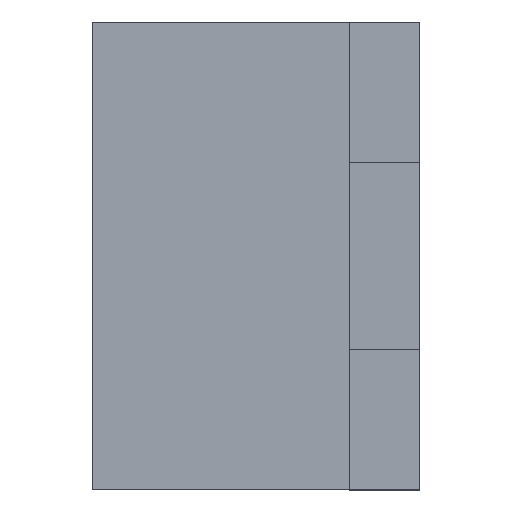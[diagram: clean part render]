
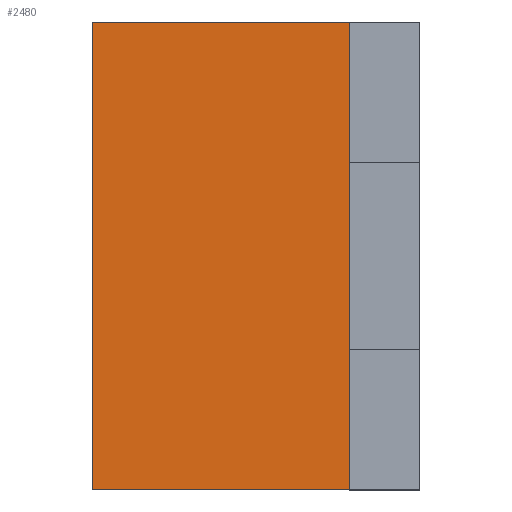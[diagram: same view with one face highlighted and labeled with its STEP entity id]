
A CAD part, left-side view. The second image highlights one B-rep face of the part: STEP entity #2480.
In plain terms, the highlighted planar face has unit normal (-1, 0, 0).
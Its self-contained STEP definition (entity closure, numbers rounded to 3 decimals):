
#178=FACE_OUTER_BOUND('',#313,.T.);
#313=EDGE_LOOP('',(#2082,#2083,#2084,#2085));
#369=LINE('',#3329,#689);
#376=LINE('',#3340,#696);
#383=LINE('',#3354,#703);
#655=LINE('',#3919,#975);
#689=VECTOR('',#2716,10.);
#696=VECTOR('',#2725,10.);
#703=VECTOR('',#2740,10.);
#975=VECTOR('',#3238,10.);
#1008=VERTEX_POINT('',#3326);
#1009=VERTEX_POINT('',#3328);
#1012=VERTEX_POINT('',#3338);
#1015=VERTEX_POINT('',#3352);
#1237=EDGE_CURVE('',#1008,#1009,#369,.T.);
#1244=EDGE_CURVE('',#1008,#1012,#376,.T.);
#1251=EDGE_CURVE('',#1012,#1015,#383,.T.);
#1523=EDGE_CURVE('',#1009,#1015,#655,.T.);
#2082=ORIENTED_EDGE('',*,*,#1244,.T.);
#2083=ORIENTED_EDGE('',*,*,#1251,.T.);
#2084=ORIENTED_EDGE('',*,*,#1523,.F.);
#2085=ORIENTED_EDGE('',*,*,#1237,.F.);
#2307=PLANE('',#2639);
#2480=ADVANCED_FACE('',(#178),#2307,.T.);
#2639=AXIS2_PLACEMENT_3D('',#3918,#3236,#3237);
#2716=DIRECTION('',(0.,1.,0.));
#2725=DIRECTION('',(0.,0.,1.));
#2740=DIRECTION('',(0.,1.,0.));
#3236=DIRECTION('center_axis',(-1.,0.,0.));
#3237=DIRECTION('ref_axis',(0.,0.,1.));
#3238=DIRECTION('',(0.,0.,1.));
#3326=CARTESIAN_POINT('',(-11.3,0.5,-5.));
#3328=CARTESIAN_POINT('',(-11.3,6.,-5.));
#3329=CARTESIAN_POINT('',(-11.3,0.,-5.));
#3338=CARTESIAN_POINT('',(-11.3,0.5,5.));
#3340=CARTESIAN_POINT('',(-11.3,0.5,-2.5));
#3352=CARTESIAN_POINT('',(-11.3,6.,5.));
#3354=CARTESIAN_POINT('',(-11.3,0.,5.));
#3918=CARTESIAN_POINT('Origin',(-11.3,0.,-5.));
#3919=CARTESIAN_POINT('',(-11.3,6.,-5.));
